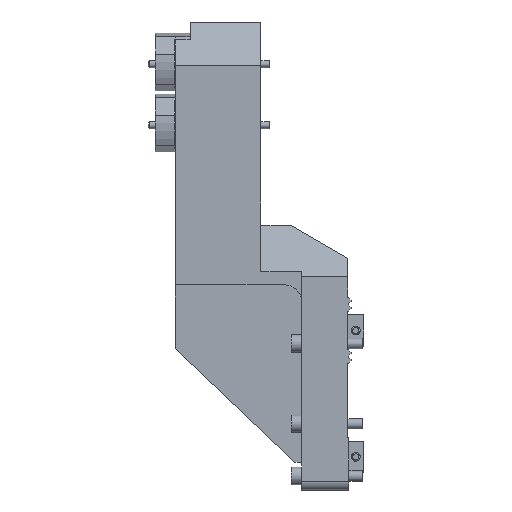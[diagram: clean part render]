
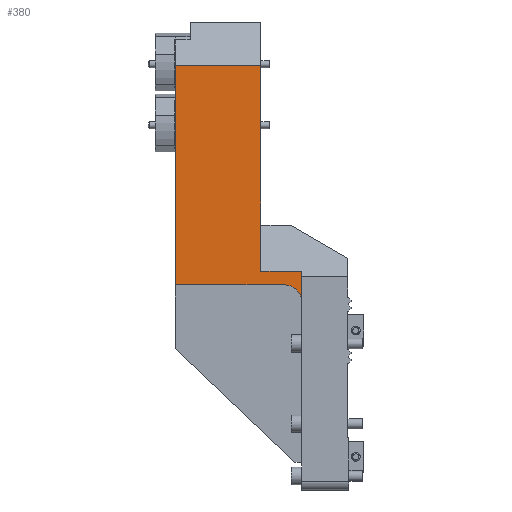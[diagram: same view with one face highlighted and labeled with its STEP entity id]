
A CAD part, front view. The second image highlights one B-rep face of the part: STEP entity #380.
In plain terms, the highlighted planar face has unit normal (0, -1, 0).
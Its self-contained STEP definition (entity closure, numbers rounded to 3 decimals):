
#302=CIRCLE('',#3062,10.);
#380=ADVANCED_FACE('PFP_1',(#658),#542,.T.);
#542=PLANE('',#3063);
#658=FACE_OUTER_BOUND('',#797,.T.);
#797=EDGE_LOOP('',(#1098,#1099,#1100,#1101,#1102,#1103,#1104));
#1098=ORIENTED_EDGE('',*,*,#2130,.F.);
#1099=ORIENTED_EDGE('',*,*,#2091,.F.);
#1100=ORIENTED_EDGE('',*,*,#2131,.T.);
#1101=ORIENTED_EDGE('',*,*,#2132,.T.);
#1102=ORIENTED_EDGE('',*,*,#2068,.F.);
#1103=ORIENTED_EDGE('',*,*,#2133,.F.);
#1104=ORIENTED_EDGE('',*,*,#2134,.F.);
#1796=VERTEX_POINT('',#4231);
#1797=VERTEX_POINT('',#4233);
#1815=VERTEX_POINT('',#4275);
#1816=VERTEX_POINT('',#4277);
#1852=VERTEX_POINT('',#4355);
#1853=VERTEX_POINT('',#4357);
#1854=VERTEX_POINT('',#4360);
#2068=EDGE_CURVE('',#1796,#1797,#2424,.T.);
#2091=EDGE_CURVE('',#1815,#1816,#2442,.T.);
#2130=EDGE_CURVE('',#1816,#1852,#2470,.T.);
#2131=EDGE_CURVE('',#1815,#1853,#2471,.T.);
#2132=EDGE_CURVE('',#1853,#1797,#302,.T.);
#2133=EDGE_CURVE('',#1854,#1796,#2472,.T.);
#2134=EDGE_CURVE('',#1852,#1854,#2473,.T.);
#2424=LINE('',#4232,#2714);
#2442=LINE('',#4276,#2732);
#2470=LINE('',#4354,#2760);
#2471=LINE('',#4356,#2761);
#2472=LINE('',#4359,#2762);
#2473=LINE('',#4361,#2763);
#2714=VECTOR('',#3370,1.);
#2732=VECTOR('',#3402,1.);
#2760=VECTOR('',#3458,1.);
#2761=VECTOR('',#3459,1.);
#2762=VECTOR('',#3462,1.);
#2763=VECTOR('',#3463,1.);
#3062=AXIS2_PLACEMENT_3D('',#4358,#3460,#3461);
#3063=AXIS2_PLACEMENT_3D('',#4362,#3464,#3465);
#3370=DIRECTION('',(0.,0.,-1.));
#3402=DIRECTION('',(0.,0.,1.));
#3458=DIRECTION('',(1.,0.,0.));
#3459=DIRECTION('',(1.,0.,0.));
#3460=DIRECTION('',(0.,1.,0.));
#3461=DIRECTION('',(0.,0.,-1.));
#3462=DIRECTION('',(1.,0.,0.));
#3463=DIRECTION('',(0.,0.,-1.));
#3464=DIRECTION('',(0.,-1.,0.));
#3465=DIRECTION('',(0.,0.,-1.));
#4231=CARTESIAN_POINT('',(-27.,-27.,-9.5));
#4232=CARTESIAN_POINT('',(-27.,-27.,-135.));
#4233=CARTESIAN_POINT('',(-27.,-27.,-27.3));
#4275=CARTESIAN_POINT('',(-99.5,-27.,-17.3));
#4276=CARTESIAN_POINT('',(-99.5,-27.,-54.));
#4277=CARTESIAN_POINT('',(-99.5,-27.,108.49));
#4354=CARTESIAN_POINT('',(0.,-27.,108.49));
#4355=CARTESIAN_POINT('',(-50.5,-27.,108.49));
#4356=CARTESIAN_POINT('',(0.,-27.,-17.3));
#4357=CARTESIAN_POINT('',(-37.,-27.,-17.3));
#4358=CARTESIAN_POINT('',(-37.,-27.,-27.3));
#4359=CARTESIAN_POINT('',(0.,-27.,-9.5));
#4360=CARTESIAN_POINT('',(-50.5,-27.,-9.5));
#4361=CARTESIAN_POINT('',(-50.5,-27.,140.5));
#4362=CARTESIAN_POINT('',(0.,-27.,0.));
